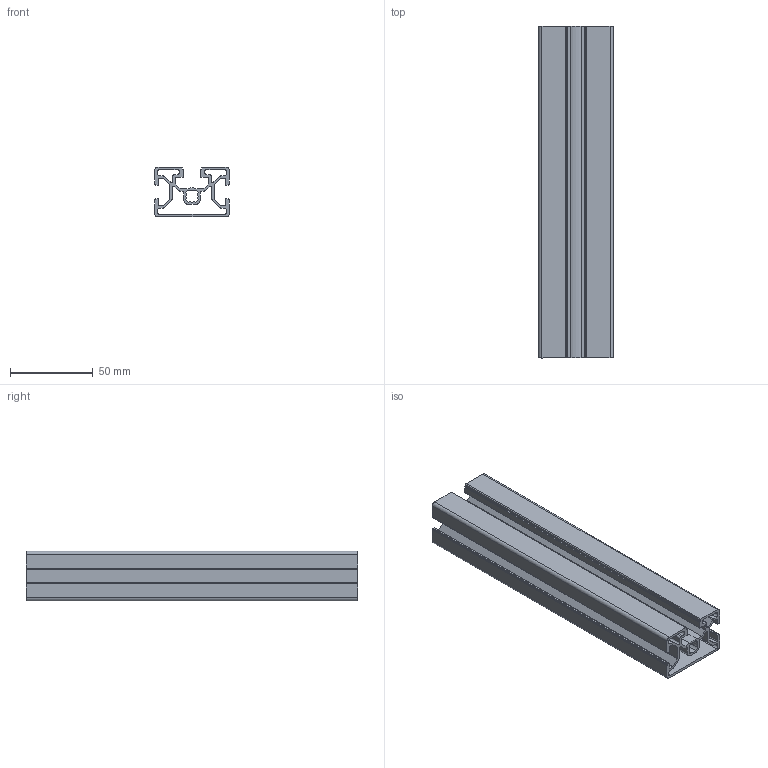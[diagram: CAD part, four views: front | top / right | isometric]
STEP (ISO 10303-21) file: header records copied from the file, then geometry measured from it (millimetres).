
FILE_DESCRIPTION(/* description */ ('Aluminiumprofil 30x45'),/* implementation_level */ '2;1');
FILE_NAME(/* name */ 'Syskomp 481992430 Aluminiumprofil 30x45.stp',/* time_stamp */ '2017-01-23T09:17:40+01:00',/* author */ ('wheldmann'),/* organization */ (''),/* preprocessor_version */ 'ST-DEVELOPER v16.1',/* originating_system */ 'Autodesk Inventor 2016',/* authorisation */ ' ');
FILE_SCHEMA (('AUTOMOTIVE_DESIGN { 1 0 10303 214 3 1 1 }'));
Length unit declared in the file: millimetre
Products named in the file (1): 481992430 Aluminiumprofil 30x45 - 200
Bounding box: 45 x 200 x 30 mm (x, y, z)
Volume: 79018.7 mm3; surface area: 94856.3 mm2
Topology: 1 solids, 1 shells, 160 faces, 474 edges, 316 vertices
Faces by surface type: plane 87, cylinder 73
Entity records: 5424 total; most frequent: CARTESIAN_POINT 951, ORIENTED_EDGE 948, DIRECTION 942, EDGE_CURVE 474, LINE 328, VECTOR 328, VERTEX_POINT 316, AXIS2_PLACEMENT_3D 307
